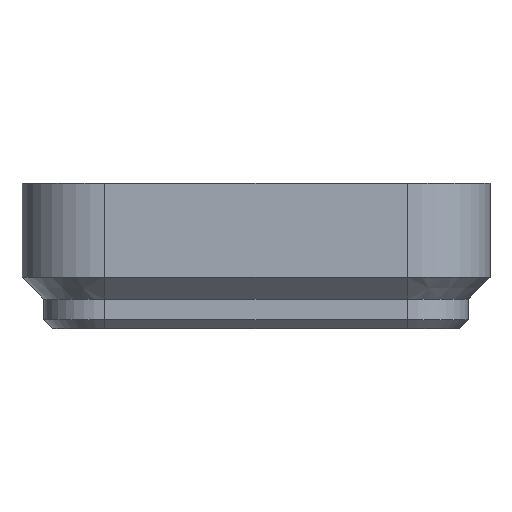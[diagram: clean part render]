
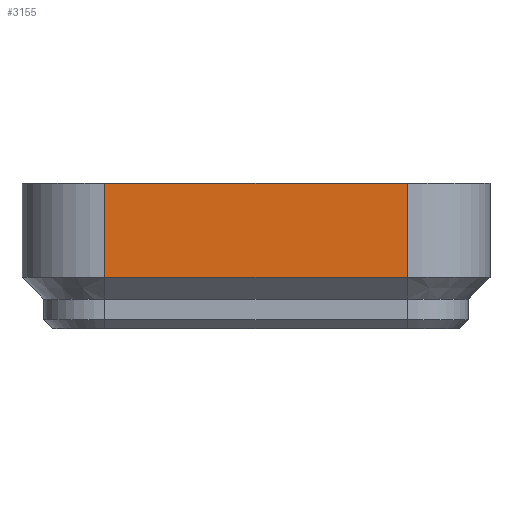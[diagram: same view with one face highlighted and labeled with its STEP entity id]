
A CAD part, front view. The second image highlights one B-rep face of the part: STEP entity #3155.
In plain terms, the highlighted planar face has unit normal (0, -1, 0).
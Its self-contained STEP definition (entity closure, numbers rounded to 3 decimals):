
#180=LINE('',#4919,#484);
#181=LINE('',#4925,#485);
#182=LINE('',#4928,#486);
#183=LINE('',#4929,#487);
#484=VECTOR('',#3849,1000.);
#485=VECTOR('',#3856,1000.);
#486=VECTOR('',#3857,1000.);
#487=VECTOR('',#3858,1000.);
#828=ORIENTED_EDGE('',*,*,#1771,.T.);
#829=ORIENTED_EDGE('',*,*,#1772,.T.);
#830=ORIENTED_EDGE('',*,*,#1768,.F.);
#831=ORIENTED_EDGE('',*,*,#1773,.T.);
#1768=EDGE_CURVE('',#2236,#2237,#180,.T.);
#1771=EDGE_CURVE('',#2238,#2239,#181,.T.);
#1772=EDGE_CURVE('',#2239,#2237,#182,.T.);
#1773=EDGE_CURVE('',#2236,#2238,#183,.T.);
#2236=VERTEX_POINT('',#4920);
#2237=VERTEX_POINT('',#4921);
#2238=VERTEX_POINT('',#4926);
#2239=VERTEX_POINT('',#4927);
#2612=EDGE_LOOP('',(#828,#829,#830,#831));
#2834=FACE_BOUND('',#2612,.T.);
#3052=PLANE('',#3394);
#3155=ADVANCED_FACE('',(#2834),#3052,.F.);
#3394=AXIS2_PLACEMENT_3D('',#4924,#3854,#3855);
#3849=DIRECTION('',(0.,0.,1.));
#3854=DIRECTION('',(0.,1.,0.));
#3855=DIRECTION('',(0.,0.,1.));
#3856=DIRECTION('',(0.,0.,1.));
#3857=DIRECTION('',(-1.,0.,0.));
#3858=DIRECTION('',(1.,0.,0.));
#4919=CARTESIAN_POINT('',(-13.25,-62.5,-1.));
#4920=CARTESIAN_POINT('',(-13.25,-62.5,-1.25));
#4921=CARTESIAN_POINT('',(-13.25,-62.5,7.));
#4924=CARTESIAN_POINT('',(0.,-62.5,-1.));
#4925=CARTESIAN_POINT('',(13.25,-62.5,-1.));
#4926=CARTESIAN_POINT('',(13.25,-62.5,-1.25));
#4927=CARTESIAN_POINT('',(13.25,-62.5,7.));
#4928=CARTESIAN_POINT('',(0.,-62.5,7.));
#4929=CARTESIAN_POINT('',(13.25,-62.5,-1.25));
